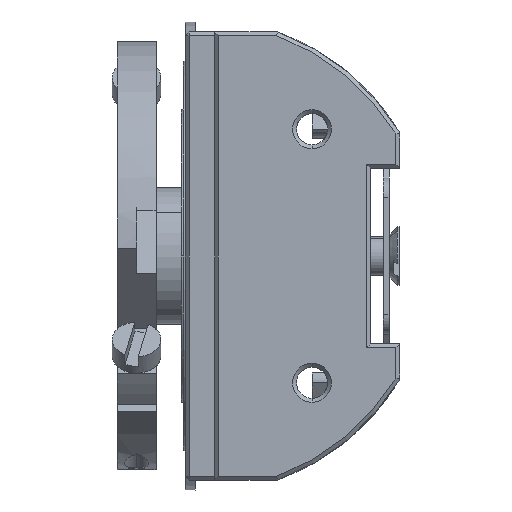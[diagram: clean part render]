
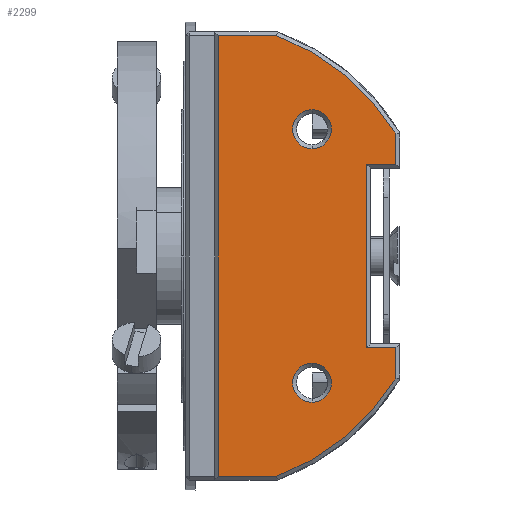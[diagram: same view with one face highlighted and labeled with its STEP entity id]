
A CAD part, left-side view. The second image highlights one B-rep face of the part: STEP entity #2299.
In plain terms, the highlighted planar face has unit normal (-1, 0, 0).
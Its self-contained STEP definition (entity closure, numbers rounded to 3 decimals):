
#74 = VERTEX_POINT ( 'NONE', #7559 ) ;
#108 = EDGE_CURVE ( 'NONE', #7467, #8359, #3808, .T. ) ;
#140 = VERTEX_POINT ( 'NONE', #3005 ) ;
#170 = VERTEX_POINT ( 'NONE', #1518 ) ;
#343 = PLANE ( 'NONE',  #8937 ) ;
#346 = ORIENTED_EDGE ( 'NONE', *, *, #2777, .T. ) ;
#449 = AXIS2_PLACEMENT_3D ( 'NONE', #8917, #2874, #6739 ) ;
#491 = CIRCLE ( 'NONE', #818, 1. ) ;
#512 = ORIENTED_EDGE ( 'NONE', *, *, #6288, .T. ) ;
#644 = CIRCLE ( 'NONE', #1271, 1. ) ;
#646 = VERTEX_POINT ( 'NONE', #2276 ) ;
#818 = AXIS2_PLACEMENT_3D ( 'NONE', #3773, #8295, #3032 ) ;
#822 = DIRECTION ( 'NONE',  ( 0., 0., 1. ) ) ;
#1074 = FACE_BOUND ( 'NONE', #7200, .T. ) ;
#1099 = CIRCLE ( 'NONE', #2363, 12.05 ) ;
#1110 = AXIS2_PLACEMENT_3D ( 'NONE', #2046, #9420, #8051 ) ;
#1271 = AXIS2_PLACEMENT_3D ( 'NONE', #5531, #2449, #8785 ) ;
#1328 = EDGE_CURVE ( 'NONE', #4589, #170, #2644, .T. ) ;
#1368 = EDGE_CURVE ( 'NONE', #1506, #3163, #1099, .T. ) ;
#1444 = LINE ( 'NONE', #9740, #7620 ) ;
#1455 = ORIENTED_EDGE ( 'NONE', *, *, #3627, .T. ) ;
#1469 = ORIENTED_EDGE ( 'NONE', *, *, #1328, .T. ) ;
#1506 = VERTEX_POINT ( 'NONE', #7554 ) ;
#1518 = CARTESIAN_POINT ( 'NONE',  ( -15., 4.2, 4.7 ) ) ;
#1589 = DIRECTION ( 'NONE',  ( 0., 0., -1. ) ) ;
#1728 = EDGE_LOOP ( 'NONE', ( #512, #2350 ) ) ;
#1763 = VECTOR ( 'NONE', #5061, 1000. ) ;
#1842 = CARTESIAN_POINT ( 'NONE',  ( -15., 7., 7.5 ) ) ;
#1928 = ORIENTED_EDGE ( 'NONE', *, *, #1368, .T. ) ;
#1943 = CARTESIAN_POINT ( 'NONE',  ( -15., 2.7, -4.5 ) ) ;
#2046 = CARTESIAN_POINT ( 'NONE',  ( -15., 13., 0. ) ) ;
#2102 = LINE ( 'NONE', #5019, #4444 ) ;
#2222 = CARTESIAN_POINT ( 'NONE',  ( -15., 8.815, 11.3 ) ) ;
#2276 = CARTESIAN_POINT ( 'NONE',  ( -15., 11.8, -11.3 ) ) ;
#2299 = ADVANCED_FACE ( 'NONE', ( #4103, #9395, #1074 ), #343, .F. ) ;
#2350 = ORIENTED_EDGE ( 'NONE', *, *, #2595, .T. ) ;
#2363 = AXIS2_PLACEMENT_3D ( 'NONE', #6521, #9523, #6368 ) ;
#2422 = VERTEX_POINT ( 'NONE', #5187 ) ;
#2449 = DIRECTION ( 'NONE',  ( 1., 0., 0. ) ) ;
#2595 = EDGE_CURVE ( 'NONE', #8371, #3775, #644, .T. ) ;
#2644 = LINE ( 'NONE', #6410, #4590 ) ;
#2768 = LINE ( 'NONE', #1943, #1763 ) ;
#2777 = EDGE_CURVE ( 'NONE', #170, #74, #7495, .T. ) ;
#2784 = DIRECTION ( 'NONE',  ( 0., -1., 0. ) ) ;
#2828 = DIRECTION ( 'NONE',  ( 0., -1., 0. ) ) ;
#2874 = DIRECTION ( 'NONE',  ( 1., 0., 0. ) ) ;
#3005 = CARTESIAN_POINT ( 'NONE',  ( -15., 2.7, -4.7 ) ) ;
#3032 = DIRECTION ( 'NONE',  ( 0., 0., -1. ) ) ;
#3163 = VERTEX_POINT ( 'NONE', #5263 ) ;
#3230 = ORIENTED_EDGE ( 'NONE', *, *, #108, .T. ) ;
#3358 = CARTESIAN_POINT ( 'NONE',  ( -15., 12., -12.5 ) ) ;
#3442 = DIRECTION ( 'NONE',  ( 0., 0., 1. ) ) ;
#3627 = EDGE_CURVE ( 'NONE', #74, #2422, #4453, .T. ) ;
#3773 = CARTESIAN_POINT ( 'NONE',  ( -15., 7., 6.5 ) ) ;
#3775 = VERTEX_POINT ( 'NONE', #1842 ) ;
#3808 = LINE ( 'NONE', #6769, #8659 ) ;
#3827 = EDGE_CURVE ( 'NONE', #5480, #6969, #5365, .T. ) ;
#4006 = ORIENTED_EDGE ( 'NONE', *, *, #9730, .T. ) ;
#4103 = FACE_OUTER_BOUND ( 'NONE', #7830, .T. ) ;
#4444 = VECTOR ( 'NONE', #2784, 1000. ) ;
#4453 = LINE ( 'NONE', #7615, #7244 ) ;
#4488 = ORIENTED_EDGE ( 'NONE', *, *, #7024, .T. ) ;
#4589 = VERTEX_POINT ( 'NONE', #9284 ) ;
#4590 = VECTOR ( 'NONE', #3442, 1000. ) ;
#4962 = ORIENTED_EDGE ( 'NONE', *, *, #5694, .T. ) ;
#4982 = ORIENTED_EDGE ( 'NONE', *, *, #8045, .T. ) ;
#5019 = CARTESIAN_POINT ( 'NONE',  ( -15., 8.78, -11.3 ) ) ;
#5061 = DIRECTION ( 'NONE',  ( 0., 0., 1. ) ) ;
#5187 = CARTESIAN_POINT ( 'NONE',  ( -15., 2.7, 6.254 ) ) ;
#5263 = CARTESIAN_POINT ( 'NONE',  ( -15., 2.7, -6.254 ) ) ;
#5343 = DIRECTION ( 'NONE',  ( 1., 0., 0. ) ) ;
#5365 = CIRCLE ( 'NONE', #449, 1. ) ;
#5480 = VERTEX_POINT ( 'NONE', #8583 ) ;
#5531 = CARTESIAN_POINT ( 'NONE',  ( -15., 7., 6.5 ) ) ;
#5629 = DIRECTION ( 'NONE',  ( 1., 0., 0. ) ) ;
#5694 = EDGE_CURVE ( 'NONE', #6969, #5480, #9625, .T. ) ;
#5754 = ORIENTED_EDGE ( 'NONE', *, *, #3827, .T. ) ;
#6205 = CARTESIAN_POINT ( 'NONE',  ( -15., 11.8, 11.3 ) ) ;
#6288 = EDGE_CURVE ( 'NONE', #3775, #8371, #491, .T. ) ;
#6368 = DIRECTION ( 'NONE',  ( 0., 0., -1. ) ) ;
#6410 = CARTESIAN_POINT ( 'NONE',  ( -15., 4.2, 4.5 ) ) ;
#6521 = CARTESIAN_POINT ( 'NONE',  ( -15., 13., 0. ) ) ;
#6548 = ORIENTED_EDGE ( 'NONE', *, *, #9533, .T. ) ;
#6579 = ORIENTED_EDGE ( 'NONE', *, *, #8012, .T. ) ;
#6630 = VECTOR ( 'NONE', #9029, 1000. ) ;
#6739 = DIRECTION ( 'NONE',  ( 0., 0., -1. ) ) ;
#6745 = CARTESIAN_POINT ( 'NONE',  ( -15., 11.8, -11.5 ) ) ;
#6748 = CARTESIAN_POINT ( 'NONE',  ( -15., 12., 4.7 ) ) ;
#6769 = CARTESIAN_POINT ( 'NONE',  ( -15., 12., 11.3 ) ) ;
#6829 = DIRECTION ( 'NONE',  ( 0., 1., 0. ) ) ;
#6953 = AXIS2_PLACEMENT_3D ( 'NONE', #7570, #5343, #1589 ) ;
#6969 = VERTEX_POINT ( 'NONE', #8001 ) ;
#7024 = EDGE_CURVE ( 'NONE', #8359, #646, #8251, .T. ) ;
#7200 = EDGE_LOOP ( 'NONE', ( #4962, #5754 ) ) ;
#7244 = VECTOR ( 'NONE', #822, 1000. ) ;
#7467 = VERTEX_POINT ( 'NONE', #2222 ) ;
#7495 = LINE ( 'NONE', #6748, #8357 ) ;
#7554 = CARTESIAN_POINT ( 'NONE',  ( -15., 8.815, -11.3 ) ) ;
#7559 = CARTESIAN_POINT ( 'NONE',  ( -15., 2.7, 4.7 ) ) ;
#7570 = CARTESIAN_POINT ( 'NONE',  ( -15., 7., -6.5 ) ) ;
#7615 = CARTESIAN_POINT ( 'NONE',  ( -15., 2.7, 6.31 ) ) ;
#7620 = VECTOR ( 'NONE', #9018, 1000. ) ;
#7830 = EDGE_LOOP ( 'NONE', ( #6548, #4006, #1469, #346, #1455, #4982, #3230, #4488, #6579, #1928 ) ) ;
#7843 = CARTESIAN_POINT ( 'NONE',  ( -15., 7., 5.5 ) ) ;
#8001 = CARTESIAN_POINT ( 'NONE',  ( -15., 7., -5.5 ) ) ;
#8012 = EDGE_CURVE ( 'NONE', #646, #1506, #2102, .T. ) ;
#8045 = EDGE_CURVE ( 'NONE', #2422, #7467, #8552, .T. ) ;
#8051 = DIRECTION ( 'NONE',  ( 0., 0., -1. ) ) ;
#8251 = LINE ( 'NONE', #6745, #6630 ) ;
#8295 = DIRECTION ( 'NONE',  ( 1., 0., 0. ) ) ;
#8357 = VECTOR ( 'NONE', #2828, 1000. ) ;
#8359 = VERTEX_POINT ( 'NONE', #6205 ) ;
#8371 = VERTEX_POINT ( 'NONE', #7843 ) ;
#8552 = CIRCLE ( 'NONE', #1110, 12.05 ) ;
#8583 = CARTESIAN_POINT ( 'NONE',  ( -15., 7., -7.5 ) ) ;
#8659 = VECTOR ( 'NONE', #6829, 1000. ) ;
#8660 = DIRECTION ( 'NONE',  ( 0., 0., -1. ) ) ;
#8785 = DIRECTION ( 'NONE',  ( 0., 0., -1. ) ) ;
#8917 = CARTESIAN_POINT ( 'NONE',  ( -15., 7., -6.5 ) ) ;
#8937 = AXIS2_PLACEMENT_3D ( 'NONE', #3358, #5629, #8660 ) ;
#9018 = DIRECTION ( 'NONE',  ( 0., 1., 0. ) ) ;
#9029 = DIRECTION ( 'NONE',  ( 0., 0., -1. ) ) ;
#9284 = CARTESIAN_POINT ( 'NONE',  ( -15., 4.2, -4.7 ) ) ;
#9395 = FACE_BOUND ( 'NONE', #1728, .T. ) ;
#9420 = DIRECTION ( 'NONE',  ( -1., 0., 0. ) ) ;
#9523 = DIRECTION ( 'NONE',  ( -1., 0., 0. ) ) ;
#9533 = EDGE_CURVE ( 'NONE', #3163, #140, #2768, .T. ) ;
#9625 = CIRCLE ( 'NONE', #6953, 1. ) ;
#9730 = EDGE_CURVE ( 'NONE', #140, #4589, #1444, .T. ) ;
#9740 = CARTESIAN_POINT ( 'NONE',  ( -15., 12., -4.7 ) ) ;
